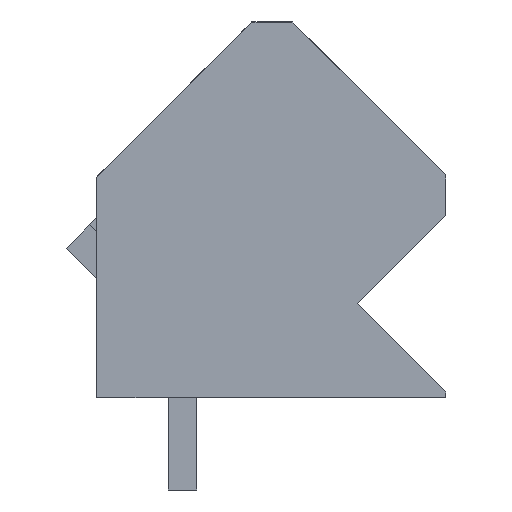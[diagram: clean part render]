
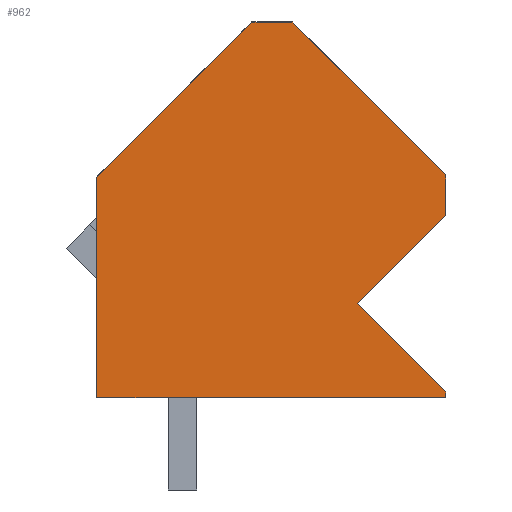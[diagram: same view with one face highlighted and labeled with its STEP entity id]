
A CAD part, left-side view. The second image highlights one B-rep face of the part: STEP entity #962.
In plain terms, the highlighted planar face has unit normal (-1, 0, 0).
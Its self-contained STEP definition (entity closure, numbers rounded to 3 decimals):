
#911=AXIS2_PLACEMENT_3D('Plane Axis2P3D',#908,#909,#910) ;
#255=CARTESIAN_POINT('Vertex',(0.,5.303,16.228)) ;
#258=CARTESIAN_POINT('Line Origine',(0.,2.651,13.577)) ;
#262=CARTESIAN_POINT('Vertex',(0.,0.,10.925)) ;
#663=CARTESIAN_POINT('Vertex',(0.,12.092,10.853)) ;
#666=CARTESIAN_POINT('Line Origine',(0.,9.405,13.541)) ;
#670=CARTESIAN_POINT('Vertex',(0.,6.717,16.228)) ;
#889=CARTESIAN_POINT('Line Origine',(0.,0.,10.218)) ;
#893=CARTESIAN_POINT('Vertex',(0.,0.,9.511)) ;
#908=CARTESIAN_POINT('Axis2P3D Location',(0.,13.152,0.)) ;
#913=CARTESIAN_POINT('Line Origine',(0.,6.046,3.2)) ;
#917=CARTESIAN_POINT('Vertex',(0.,12.092,3.2)) ;
#919=CARTESIAN_POINT('Vertex',(0.,0.,3.2)) ;
#922=CARTESIAN_POINT('Line Origine',(0.,0.,3.3)) ;
#926=CARTESIAN_POINT('Vertex',(0.,0.,3.4)) ;
#929=CARTESIAN_POINT('Line Origine',(0.,1.527,4.928)) ;
#933=CARTESIAN_POINT('Vertex',(0.,3.055,6.455)) ;
#936=CARTESIAN_POINT('Line Origine',(0.,1.527,7.983)) ;
#941=CARTESIAN_POINT('Line Origine',(0.,6.01,16.228)) ;
#946=CARTESIAN_POINT('Line Origine',(0.,12.092,7.027)) ;
#259=DIRECTION('Vector Direction',(0.,0.707,0.707)) ;
#667=DIRECTION('Vector Direction',(0.,0.707,-0.707)) ;
#890=DIRECTION('Vector Direction',(0.,0.,1.)) ;
#909=DIRECTION('Axis2P3D Direction',(-1.,0.,0.)) ;
#910=DIRECTION('Axis2P3D XDirection',(0.,-1.,0.)) ;
#914=DIRECTION('Vector Direction',(0.,-1.,0.)) ;
#923=DIRECTION('Vector Direction',(0.,0.,1.)) ;
#930=DIRECTION('Vector Direction',(0.,0.707,0.707)) ;
#937=DIRECTION('Vector Direction',(0.,-0.707,0.707)) ;
#942=DIRECTION('Vector Direction',(0.,1.,0.)) ;
#947=DIRECTION('Vector Direction',(0.,0.,-1.)) ;
#260=VECTOR('Line Direction',#259,1.) ;
#668=VECTOR('Line Direction',#667,1.) ;
#891=VECTOR('Line Direction',#890,1.) ;
#915=VECTOR('Line Direction',#914,1.) ;
#924=VECTOR('Line Direction',#923,1.) ;
#931=VECTOR('Line Direction',#930,1.) ;
#938=VECTOR('Line Direction',#937,1.) ;
#943=VECTOR('Line Direction',#942,1.) ;
#948=VECTOR('Line Direction',#947,1.) ;
#952=ORIENTED_EDGE('',*,*,#921,.T.) ;
#953=ORIENTED_EDGE('',*,*,#928,.T.) ;
#954=ORIENTED_EDGE('',*,*,#935,.T.) ;
#955=ORIENTED_EDGE('',*,*,#940,.T.) ;
#956=ORIENTED_EDGE('',*,*,#895,.T.) ;
#957=ORIENTED_EDGE('',*,*,#264,.T.) ;
#958=ORIENTED_EDGE('',*,*,#945,.T.) ;
#959=ORIENTED_EDGE('',*,*,#672,.T.) ;
#960=ORIENTED_EDGE('',*,*,#950,.T.) ;
#962=ADVANCED_FACE('HOUSING',(#961),#912,.T.) ;
#264=EDGE_CURVE('',#263,#256,#261,.T.) ;
#672=EDGE_CURVE('',#671,#664,#669,.T.) ;
#895=EDGE_CURVE('',#894,#263,#892,.T.) ;
#921=EDGE_CURVE('',#918,#920,#916,.T.) ;
#928=EDGE_CURVE('',#920,#927,#925,.T.) ;
#935=EDGE_CURVE('',#927,#934,#932,.T.) ;
#940=EDGE_CURVE('',#934,#894,#939,.T.) ;
#945=EDGE_CURVE('',#256,#671,#944,.T.) ;
#950=EDGE_CURVE('',#664,#918,#949,.T.) ;
#951=EDGE_LOOP('',(#952,#953,#954,#955,#956,#957,#958,#959,#960)) ;
#961=FACE_OUTER_BOUND('',#951,.T.) ;
#261=LINE('Line',#258,#260) ;
#669=LINE('Line',#666,#668) ;
#892=LINE('Line',#889,#891) ;
#916=LINE('Line',#913,#915) ;
#925=LINE('Line',#922,#924) ;
#932=LINE('Line',#929,#931) ;
#939=LINE('Line',#936,#938) ;
#944=LINE('Line',#941,#943) ;
#949=LINE('Line',#946,#948) ;
#912=PLANE('',#911) ;
#256=VERTEX_POINT('',#255) ;
#263=VERTEX_POINT('',#262) ;
#664=VERTEX_POINT('',#663) ;
#671=VERTEX_POINT('',#670) ;
#894=VERTEX_POINT('',#893) ;
#918=VERTEX_POINT('',#917) ;
#920=VERTEX_POINT('',#919) ;
#927=VERTEX_POINT('',#926) ;
#934=VERTEX_POINT('',#933) ;
